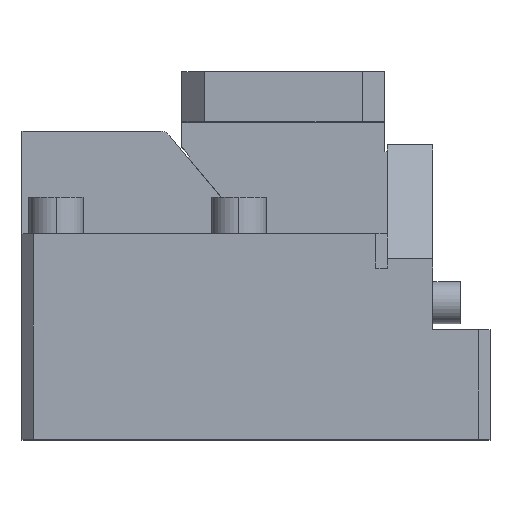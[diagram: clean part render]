
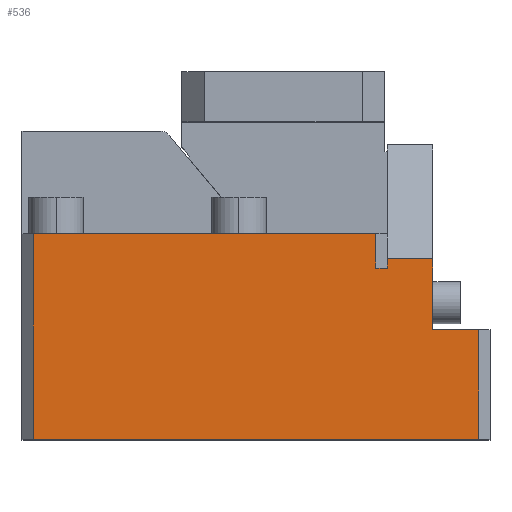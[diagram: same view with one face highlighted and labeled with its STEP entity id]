
A CAD part, top view. The second image highlights one B-rep face of the part: STEP entity #536.
In plain terms, the highlighted planar face has unit normal (0, 0, 1).
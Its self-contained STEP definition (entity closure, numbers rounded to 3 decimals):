
#156=CARTESIAN_POINT('Vertex',(15.,79.,130.)) ;
#159=CARTESIAN_POINT('Line Origine',(15.,63.5,130.)) ;
#163=CARTESIAN_POINT('Vertex',(15.,48.,130.)) ;
#448=CARTESIAN_POINT('Vertex',(-5.,79.,130.)) ;
#451=CARTESIAN_POINT('Line Origine',(5.,79.,130.)) ;
#465=CARTESIAN_POINT('Axis2P3D Location',(-160.,75.,130.)) ;
#470=CARTESIAN_POINT('Line Origine',(35.,24.,130.)) ;
#474=CARTESIAN_POINT('Vertex',(35.,48.,130.)) ;
#476=CARTESIAN_POINT('Vertex',(35.,0.,130.)) ;
#479=CARTESIAN_POINT('Line Origine',(25.,48.,130.)) ;
#484=CARTESIAN_POINT('Line Origine',(-5.,77.,130.)) ;
#488=CARTESIAN_POINT('Vertex',(-5.,75.,130.)) ;
#491=CARTESIAN_POINT('Line Origine',(-7.5,75.,130.)) ;
#495=CARTESIAN_POINT('Vertex',(-10.,75.,130.)) ;
#498=CARTESIAN_POINT('Line Origine',(-10.,82.5,130.)) ;
#502=CARTESIAN_POINT('Vertex',(-10.,90.,130.)) ;
#505=CARTESIAN_POINT('Line Origine',(-85.,90.,130.)) ;
#509=CARTESIAN_POINT('Vertex',(-160.,90.,130.)) ;
#512=CARTESIAN_POINT('Line Origine',(-160.,45.,130.)) ;
#516=CARTESIAN_POINT('Vertex',(-160.,0.,130.)) ;
#519=CARTESIAN_POINT('Line Origine',(-62.5,0.,130.)) ;
#160=DIRECTION('Vector Direction',(0.,-1.,0.)) ;
#452=DIRECTION('Vector Direction',(-1.,0.,0.)) ;
#466=DIRECTION('Axis2P3D Direction',(0.,0.,-1.)) ;
#467=DIRECTION('Axis2P3D XDirection',(-1.,0.,0.)) ;
#471=DIRECTION('Vector Direction',(0.,-1.,0.)) ;
#480=DIRECTION('Vector Direction',(1.,0.,0.)) ;
#485=DIRECTION('Vector Direction',(0.,-1.,0.)) ;
#492=DIRECTION('Vector Direction',(1.,0.,0.)) ;
#499=DIRECTION('Vector Direction',(0.,-1.,0.)) ;
#506=DIRECTION('Vector Direction',(1.,0.,0.)) ;
#513=DIRECTION('Vector Direction',(0.,-1.,0.)) ;
#520=DIRECTION('Vector Direction',(1.,0.,0.)) ;
#468=AXIS2_PLACEMENT_3D('Plane Axis2P3D',#465,#466,#467) ;
#525=ORIENTED_EDGE('',*,*,#478,.F.) ;
#526=ORIENTED_EDGE('',*,*,#483,.F.) ;
#527=ORIENTED_EDGE('',*,*,#165,.F.) ;
#528=ORIENTED_EDGE('',*,*,#455,.T.) ;
#529=ORIENTED_EDGE('',*,*,#490,.T.) ;
#530=ORIENTED_EDGE('',*,*,#497,.F.) ;
#531=ORIENTED_EDGE('',*,*,#504,.F.) ;
#532=ORIENTED_EDGE('',*,*,#511,.F.) ;
#533=ORIENTED_EDGE('',*,*,#518,.T.) ;
#534=ORIENTED_EDGE('',*,*,#523,.T.) ;
#161=VECTOR('Line Direction',#160,1.) ;
#453=VECTOR('Line Direction',#452,1.) ;
#472=VECTOR('Line Direction',#471,1.) ;
#481=VECTOR('Line Direction',#480,1.) ;
#486=VECTOR('Line Direction',#485,1.) ;
#493=VECTOR('Line Direction',#492,1.) ;
#500=VECTOR('Line Direction',#499,1.) ;
#507=VECTOR('Line Direction',#506,1.) ;
#514=VECTOR('Line Direction',#513,1.) ;
#521=VECTOR('Line Direction',#520,1.) ;
#536=ADVANCED_FACE('CAM HOLDER',(#535),#469,.F.) ;
#165=EDGE_CURVE('',#157,#164,#162,.T.) ;
#455=EDGE_CURVE('',#157,#449,#454,.T.) ;
#478=EDGE_CURVE('',#475,#477,#473,.T.) ;
#483=EDGE_CURVE('',#164,#475,#482,.T.) ;
#490=EDGE_CURVE('',#449,#489,#487,.T.) ;
#497=EDGE_CURVE('',#496,#489,#494,.T.) ;
#504=EDGE_CURVE('',#503,#496,#501,.T.) ;
#511=EDGE_CURVE('',#510,#503,#508,.T.) ;
#518=EDGE_CURVE('',#510,#517,#515,.T.) ;
#523=EDGE_CURVE('',#517,#477,#522,.T.) ;
#524=EDGE_LOOP('',(#525,#526,#527,#528,#529,#530,#531,#532,#533,#534)) ;
#535=FACE_OUTER_BOUND('',#524,.T.) ;
#162=LINE('Line',#159,#161) ;
#454=LINE('Line',#451,#453) ;
#473=LINE('Line',#470,#472) ;
#482=LINE('Line',#479,#481) ;
#487=LINE('Line',#484,#486) ;
#494=LINE('Line',#491,#493) ;
#501=LINE('Line',#498,#500) ;
#508=LINE('Line',#505,#507) ;
#515=LINE('Line',#512,#514) ;
#522=LINE('Line',#519,#521) ;
#469=PLANE('Plane',#468) ;
#157=VERTEX_POINT('',#156) ;
#164=VERTEX_POINT('',#163) ;
#449=VERTEX_POINT('',#448) ;
#475=VERTEX_POINT('',#474) ;
#477=VERTEX_POINT('',#476) ;
#489=VERTEX_POINT('',#488) ;
#496=VERTEX_POINT('',#495) ;
#503=VERTEX_POINT('',#502) ;
#510=VERTEX_POINT('',#509) ;
#517=VERTEX_POINT('',#516) ;
